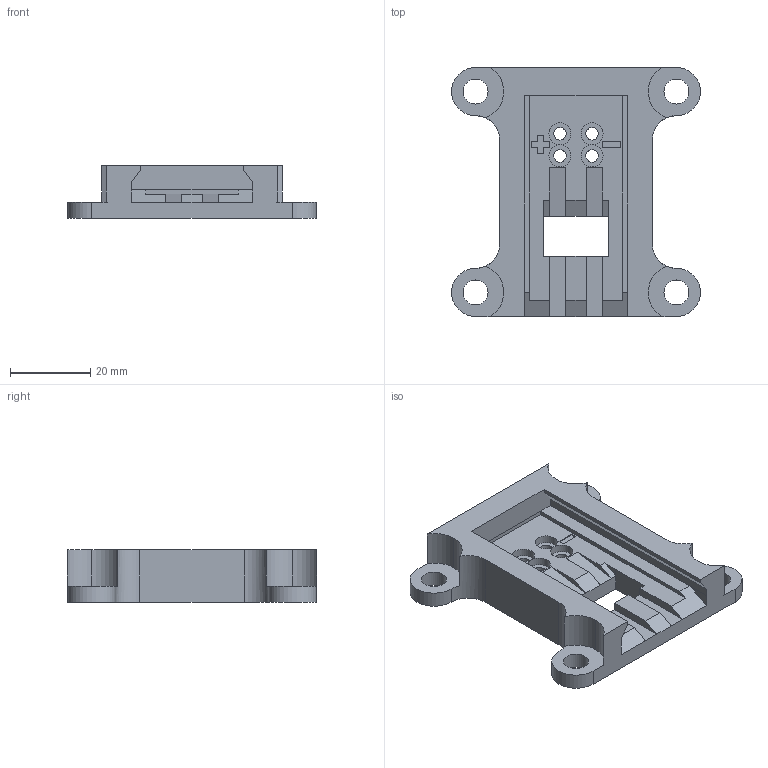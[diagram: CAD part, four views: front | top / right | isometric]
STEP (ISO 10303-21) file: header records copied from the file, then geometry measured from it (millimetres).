
FILE_DESCRIPTION(('FreeCAD Model'),'2;1');
FILE_NAME('Open CASCADE Shape Model','2023-11-12T22:16:41',(''),(''), 'Open CASCADE STEP processor 7.5','FreeCAD','Unknown');
FILE_SCHEMA(('AUTOMOTIVE_DESIGN { 1 0 10303 214 1 1 1 1 }'));
Length unit declared in the file: millimetre
Products named in the file (1): mandeye_holder
Bounding box: 62 x 62 x 13 mm (x, y, z)
Volume: 19736.9 mm3; surface area: 10478.9 mm2
Topology: 1 solids, 1 shells, 106 faces, 287 edges, 186 vertices
Faces by surface type: plane 78, cylinder 28
Full cylindrical faces by diameter (mm): 3.1 x4, 5.5 x4, 6.2 x4
Entity records: 7136 total; most frequent: CARTESIAN_POINT 1226, DIRECTION 1127, LINE 733, VECTOR 733, ORIENTED_EDGE 574, PCURVE 574, DEFINITIONAL_REPRESENTATION 574, EDGE_CURVE 287
